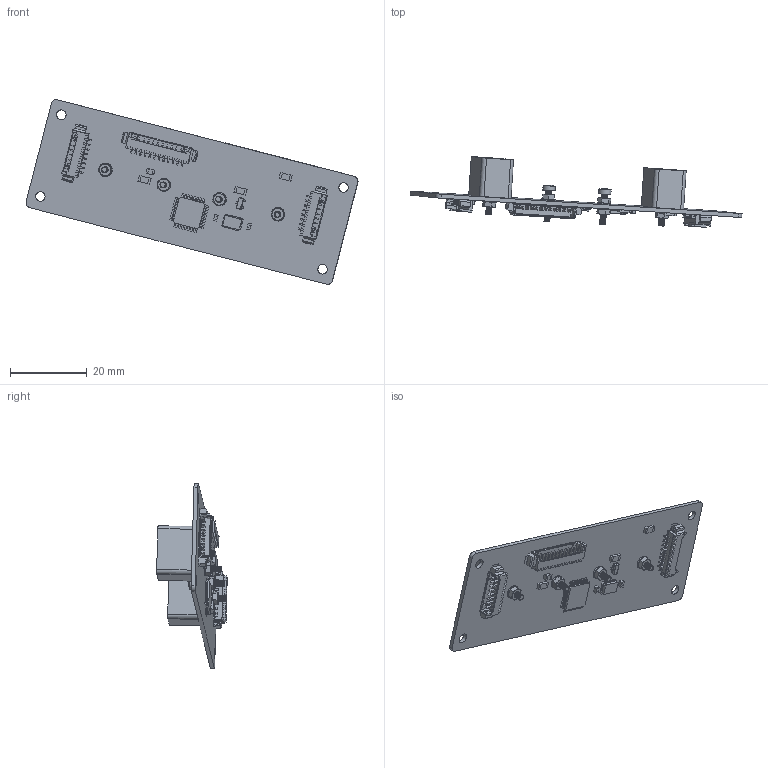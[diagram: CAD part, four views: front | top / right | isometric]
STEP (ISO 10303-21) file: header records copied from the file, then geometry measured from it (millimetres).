
FILE_DESCRIPTION(/* description */ (''),/* implementation_level */ '2;1');
FILE_NAME(/* name */ 'Placa A1 v2.stp',/* time_stamp */ '2020-06-16T00:16:47-04:00',/* author */ ('javic'),/* organization */ (''),/* preprocessor_version */ 'ST-DEVELOPER v18.1',/* originating_system */ 'Autodesk Inventor 2020',/* authorisation */ '');
FILE_SCHEMA (('AUTOMOTIVE_DESIGN { 1 0 10303 214 3 1 1 }'));
Products named in the file (16): Placa A1 con componentes y soporte 2.0; Interstage A; R1206; Resistencia 330 Ohm; Condensador 100nF; Condensador 22pF; Mosfet PMV16XNR; ATMEGA328P; Picoblade 8; Picoblade_2; Clock ABM3-16.000MHZ-D2Y-T; Soporte v2; Soporte placa 2.0; Golilla M1.6  ; Tornillo M1.6 8 mm; Tuerca M1.6_2
Assembly tree (32 placements, depth 3):
  Placa A1 con componentes y soporte 2.0
    Interstage A
    R1206
    Resistencia 330 Ohm  x2
    Condensador 100nF
    Condensador 22pF  x2
    Mosfet PMV16XNR
    ATMEGA328P
    Golilla M1.6    x6
    Picoblade 8  x2
    Picoblade_2
    Clock ABM3-16.000MHZ-D2Y-T
    Soporte v2  x2
      Soporte placa 2.0
      Golilla M1.6  
      Tornillo M1.6 8 mm
    Tuerca M1.6_2  x6
    Tornillo M1.6 8 mm  x2
Bounding box: 86.44 x 18.41 x 48.1 mm (x, y, z)
Volume: 5017.5 mm3; surface area: 8755.6 mm2
Topology: 74 solids, 74 shells, 2464 faces, 6723 edges, 4592 vertices
Faces by surface type: plane 1786, cylinder 550, cone 72, torus 32, bspline 20, sphere 4
Full cylindrical faces by diameter (mm): 0.163 x1, 1.139 x88, 1.538 x92, 1.6 x24, 1.7 x8, 1.8 x6, 2.5 x4, 3.2 x4, 3.5 x8, 4 x2
Entity records: 61906 total; most frequent: CARTESIAN_POINT 19006, ORIENTED_EDGE 8794, DIRECTION 8145, EDGE_CURVE 4397, LINE 3739, VECTOR 3739, VERTEX_POINT 2887, AXIS2_PLACEMENT_3D 2203
